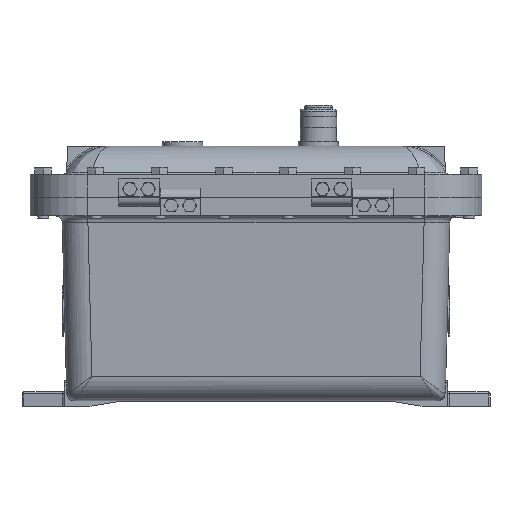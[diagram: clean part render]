
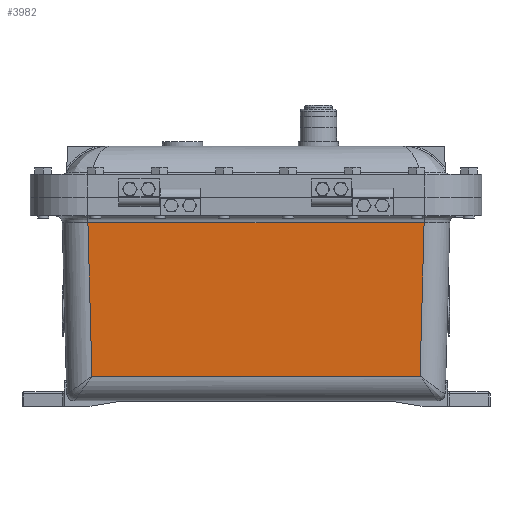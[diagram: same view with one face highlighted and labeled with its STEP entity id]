
A CAD part, left-side view. The second image highlights one B-rep face of the part: STEP entity #3982.
In plain terms, the highlighted planar face has unit normal (-1, 0, -0.026).
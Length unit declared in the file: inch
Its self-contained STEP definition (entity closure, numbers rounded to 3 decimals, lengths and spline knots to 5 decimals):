
#3982 = ADVANCED_FACE( '', ( #7777 ), #7778, .T. );
#7777 = FACE_OUTER_BOUND( '', #15974, .T. );
#7778 = PLANE( '', #15975 );
#15974 = EDGE_LOOP( '', ( #25006, #25007, #25008, #25009 ) );
#15975 = AXIS2_PLACEMENT_3D( '', #25010, #25011, #25012 );
#25006 = ORIENTED_EDGE( '', *, *, #31660, .T. );
#25007 = ORIENTED_EDGE( '', *, *, #31661, .T. );
#25008 = ORIENTED_EDGE( '', *, *, #29447, .T. );
#25009 = ORIENTED_EDGE( '', *, *, #30434, .T. );
#25010 = CARTESIAN_POINT( '', ( -5.625, 0., 0. ) );
#25011 = DIRECTION( '', ( -1., 0., -0.026 ) );
#25012 = DIRECTION( '', ( -0.026, 0., 1. ) );
#29447 = EDGE_CURVE( '', #34426, #34427, #34428, .T. );
#30434 = EDGE_CURVE( '', #34427, #34220, #35965, .F. );
#31660 = EDGE_CURVE( '', #34220, #37614, #37615, .F. );
#31661 = EDGE_CURVE( '', #37614, #34426, #37616, .T. );
#34220 = VERTEX_POINT( '', #41747 );
#34426 = VERTEX_POINT( '', #42228 );
#34427 = VERTEX_POINT( '', #42229 );
#34428 = LINE( '', #42230, #42231 );
#35965 = LINE( '', #46320, #46321 );
#37614 = VERTEX_POINT( '', #50198 );
#37615 = LINE( '', #50199, #50200 );
#37616 = LINE( '', #50201, #50202 );
#41747 = CARTESIAN_POINT( '', ( -5.59899, 5.72429, -0.99346 ) );
#42228 = CARTESIAN_POINT( '', ( -5.46237, -5.58767, -6.2104 ) );
#42229 = CARTESIAN_POINT( '', ( -5.59899, -5.72429, -0.99346 ) );
#42230 = CARTESIAN_POINT( '', ( -5.62106, -5.74636, -0.15037 ) );
#42231 = VECTOR( '', #52605, 39.37008 );
#46320 = CARTESIAN_POINT( '', ( -5.59899, 0., -0.99346 ) );
#46321 = VECTOR( '', #53665, 39.37008 );
#50198 = CARTESIAN_POINT( '', ( -5.46237, 5.58767, -6.2104 ) );
#50199 = CARTESIAN_POINT( '', ( -5.62106, 5.74636, -0.15037 ) );
#50200 = VECTOR( '', #54829, 39.37008 );
#50201 = CARTESIAN_POINT( '', ( -5.46237, -5.56536, -6.2104 ) );
#50202 = VECTOR( '', #54830, 39.37008 );
#52605 = DIRECTION( '', ( -0.026, -0.026, 0.999 ) );
#53665 = DIRECTION( '', ( 0., -1., 0. ) );
#54829 = DIRECTION( '', ( -0.026, 0.026, 0.999 ) );
#54830 = DIRECTION( '', ( 0., -1., 0. ) );
